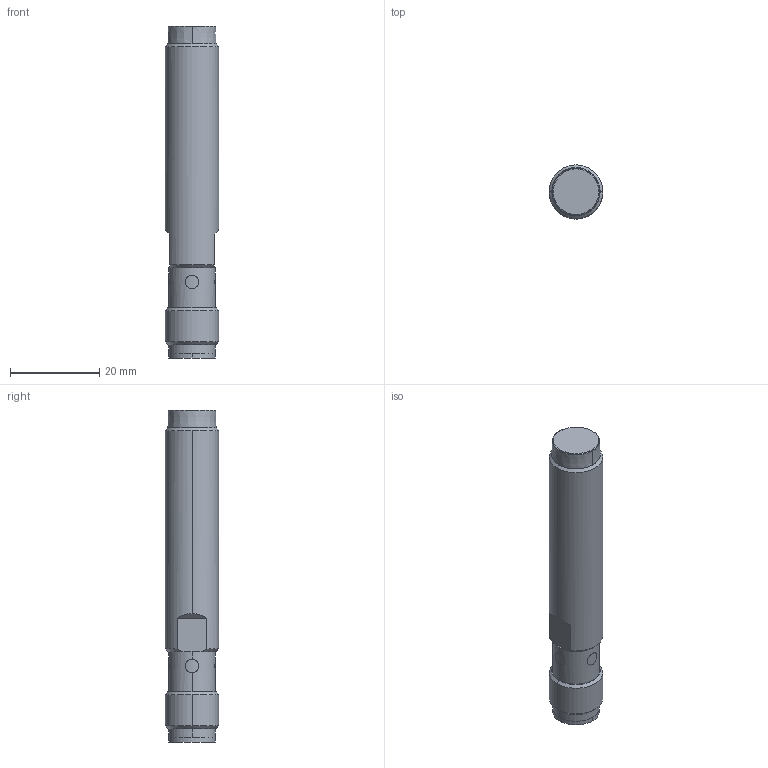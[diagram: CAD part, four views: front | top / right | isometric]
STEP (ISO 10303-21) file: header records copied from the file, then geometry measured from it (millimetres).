
FILE_DESCRIPTION((''),'2;1');
FILE_NAME('LONG_NO_FLUSH_PLUG_ASM','2018-05-23T',('Eric.Zhang'),(''),'PRO/ENGINEER BY PARAMETRIC TECHNOLOGY CORPORATION, 2007450','PRO/ENGINEER BY PARAMETRIC TECHNOLOGY CORPORATION, 2007450','');
FILE_SCHEMA(('AUTOMOTIVE_DESIGN_CC2 { 1 2 10303 214 -1 1 5 2 }'));
Length unit declared in the file: millimetre
Products named in the file (7): 84-021; 1402166; 44-044; 58-214; LONG_NO_FLUSH_PLUG_PCB; COMPOUND_LNP; LONG_NO_FLUSH_PLUG_ASM
Assembly tree (6 placements, depth 2):
  LONG_NO_FLUSH_PLUG_ASM
    84-021
    1402166
    44-044
    58-214
    LONG_NO_FLUSH_PLUG_PCB
    COMPOUND_LNP
Bounding box: 12 x 12 x 74.2 mm (x, y, z)
Volume: 7352.5 mm3; surface area: 11397.7 mm2
Topology: 8 solids, 8 shells, 365 faces, 908 edges, 583 vertices
Faces by surface type: plane 145, cylinder 142, cone 50, torus 18, sphere 10
Entity records: 13385 total; most frequent: CARTESIAN_POINT 2399, DIRECTION 2005, ORIENTED_EDGE 1800, EDGE_CURVE 900, AXIS2_PLACEMENT_3D 785, PRESENTATION_STYLE_ASSIGNMENT 585, VERTEX_POINT 583, STYLED_ITEM 561
